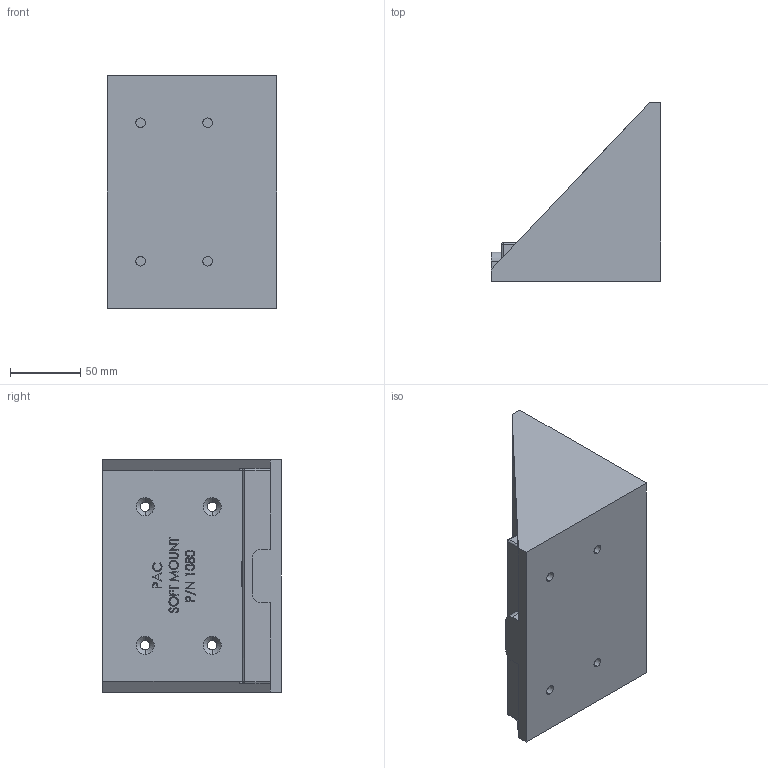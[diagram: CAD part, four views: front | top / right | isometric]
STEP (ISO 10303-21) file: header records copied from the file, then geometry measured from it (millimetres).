
FILE_DESCRIPTION (( 'STEP AP203' ), '1' );
FILE_NAME ('1080.STEP', '2010-08-20T13:03:00', ( '' ), ( '' ), 'SwSTEP 2.0', 'SolidWorks 2010', '' );
FILE_SCHEMA (( 'CONFIG_CONTROL_DESIGN' ));
Length unit declared in the file: inch
Products named in the file (3): 1080; 1080 Base; 1080 Soft Pad
Assembly tree (2 placements, depth 2):
  1080
    1080 Base
    1080 Soft Pad
Bounding box: 120.65 x 127 x 165.1 mm (x, y, z)
Volume: 729001.1 mm3; surface area: 157829.4 mm2
Topology: 2 solids, 2 shells, 345 faces, 896 edges, 584 vertices
Faces by surface type: plane 186, bspline 113, cylinder 26, cone 20
Entity records: 22311 total; most frequent: CARTESIAN_POINT 14275, ORIENTED_EDGE 1784, DIRECTION 1200, EDGE_CURVE 892, LINE 598, VECTOR 598, VERTEX_POINT 584, EDGE_LOOP 396
